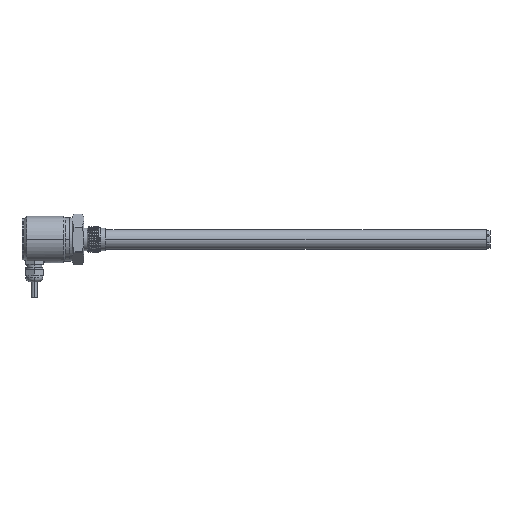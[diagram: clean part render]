
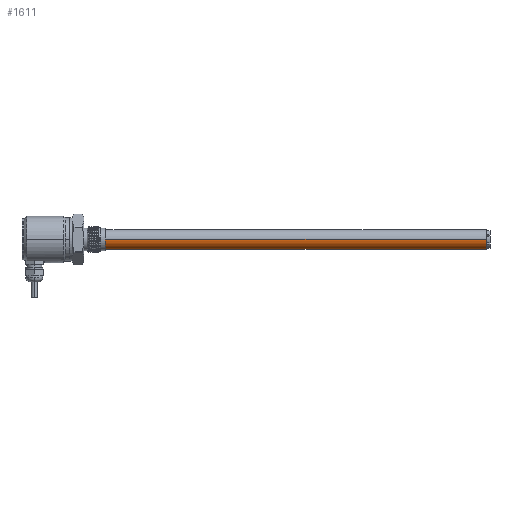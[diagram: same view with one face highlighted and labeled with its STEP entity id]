
A CAD part, left-side view. The second image highlights one B-rep face of the part: STEP entity #1611.
In plain terms, the highlighted cylindrical face has radius 8 mm (diameter 16 mm), a partial arc.
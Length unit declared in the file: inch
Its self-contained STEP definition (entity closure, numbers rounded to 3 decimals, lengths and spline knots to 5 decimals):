
#277 = EDGE_CURVE ( 'NONE', #11413, #2279, #8641, .T. ) ;
#897 = CARTESIAN_POINT ( 'NONE',  ( -0.31496, 0., 13.32677 ) ) ;
#1073 = CIRCLE ( 'NONE', #10250, 0.31496 ) ;
#1236 = EDGE_CURVE ( 'NONE', #2279, #1466, #1073, .T. ) ;
#1466 = VERTEX_POINT ( 'NONE', #3931 ) ;
#1611 = ADVANCED_FACE ( 'NONE', ( #4344 ), #14405, .T. ) ;
#2279 = VERTEX_POINT ( 'NONE', #2801 ) ;
#2393 = CARTESIAN_POINT ( 'NONE',  ( -0.31496, 0., 0. ) ) ;
#2611 = DIRECTION ( 'NONE',  ( 0., 0., 1. ) ) ;
#2799 = EDGE_CURVE ( 'NONE', #1466, #8872, #3780, .T. ) ;
#2801 = CARTESIAN_POINT ( 'NONE',  ( -0.31496, 0., 0. ) ) ;
#3523 = DIRECTION ( 'NONE',  ( 1., 0., 0. ) ) ;
#3780 = LINE ( 'NONE', #8780, #4276 ) ;
#3931 = CARTESIAN_POINT ( 'NONE',  ( 0.31496, 0., 0. ) ) ;
#4276 = VECTOR ( 'NONE', #2611, 39.37008 ) ;
#4344 = FACE_OUTER_BOUND ( 'NONE', #14560, .T. ) ;
#4458 = DIRECTION ( 'NONE',  ( 1., 0., 0. ) ) ;
#4613 = VECTOR ( 'NONE', #7404, 39.37008 ) ;
#4671 = CARTESIAN_POINT ( 'NONE',  ( 0., 0., 0. ) ) ;
#5011 = CIRCLE ( 'NONE', #15493, 0.31496 ) ;
#7404 = DIRECTION ( 'NONE',  ( 0., 0., -1. ) ) ;
#7491 = ORIENTED_EDGE ( 'NONE', *, *, #2799, .T. ) ;
#8641 = LINE ( 'NONE', #2393, #4613 ) ;
#8780 = CARTESIAN_POINT ( 'NONE',  ( 0.31496, 0., 0. ) ) ;
#8872 = VERTEX_POINT ( 'NONE', #11859 ) ;
#9410 = CARTESIAN_POINT ( 'NONE',  ( 0., 0., 0. ) ) ;
#9696 = DIRECTION ( 'NONE',  ( 0., 0., -1. ) ) ;
#9958 = EDGE_CURVE ( 'NONE', #8872, #11413, #5011, .T. ) ;
#10250 = AXIS2_PLACEMENT_3D ( 'NONE', #4671, #13587, #3523 ) ;
#10597 = ORIENTED_EDGE ( 'NONE', *, *, #9958, .T. ) ;
#10970 = ORIENTED_EDGE ( 'NONE', *, *, #277, .T. ) ;
#11023 = AXIS2_PLACEMENT_3D ( 'NONE', #9410, #15808, #13011 ) ;
#11413 = VERTEX_POINT ( 'NONE', #897 ) ;
#11859 = CARTESIAN_POINT ( 'NONE',  ( 0.31496, 0., 13.32677 ) ) ;
#11999 = ORIENTED_EDGE ( 'NONE', *, *, #1236, .T. ) ;
#12975 = CARTESIAN_POINT ( 'NONE',  ( 0., 0., 13.32677 ) ) ;
#13011 = DIRECTION ( 'NONE',  ( 1., 0., 0. ) ) ;
#13587 = DIRECTION ( 'NONE',  ( 0., 0., 1. ) ) ;
#14405 = CYLINDRICAL_SURFACE ( 'NONE', #11023, 0.31496 ) ;
#14560 = EDGE_LOOP ( 'NONE', ( #10970, #11999, #7491, #10597 ) ) ;
#15493 = AXIS2_PLACEMENT_3D ( 'NONE', #12975, #9696, #4458 ) ;
#15808 = DIRECTION ( 'NONE',  ( 0., 0., 1. ) ) ;
